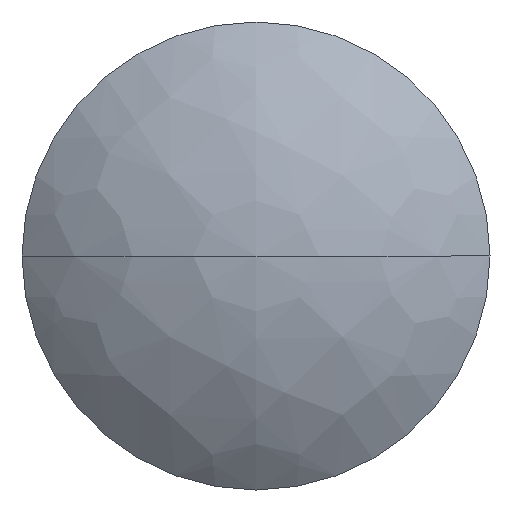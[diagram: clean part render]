
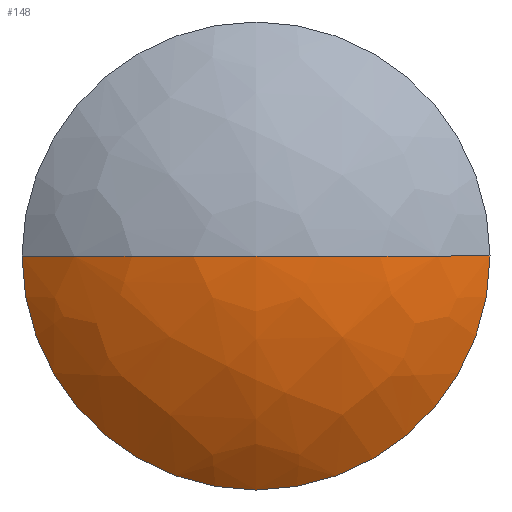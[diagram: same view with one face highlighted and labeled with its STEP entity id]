
A CAD part, left-side view. The second image highlights one B-rep face of the part: STEP entity #148.
In plain terms, the highlighted free-form (B-spline) face has degree [3, 3] with [4, 4] control points.
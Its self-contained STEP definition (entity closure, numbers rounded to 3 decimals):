
#3 = CARTESIAN_POINT ( 'NONE',  ( -6.592, 5.929, -11.722 ) ) ;
#77 = CARTESIAN_POINT ( 'NONE',  ( -8.597, 5.929, -6.032 ) ) ;
#85 = CARTESIAN_POINT ( 'NONE',  ( -8.597, 5.929, 0. ) ) ;
#93 = CARTESIAN_POINT ( 'NONE',  ( -2.811, -5.929, -16.422 ) ) ;
#106 = CARTESIAN_POINT ( 'NONE',  ( -6.592, -5.929, -11.722 ) ) ;
#115 = CARTESIAN_POINT ( 'NONE',  ( -8.597, -5.929, -6.032 ) ) ;
#116 = CARTESIAN_POINT ( 'NONE',  ( -1.263, -15., 0. ) ) ;
#131 = CARTESIAN_POINT ( 'NONE',  ( -8.597, -5.929, 0. ) ) ;
#144 = CARTESIAN_POINT ( 'NONE',  ( 2.998, -15.152, -11.748 ) ) ;
#148 = ADVANCED_FACE ( 'NONE', ( #2207 ), #371, .T. ) ;
#154 = CARTESIAN_POINT ( 'NONE',  ( 0.293, -15.152, -8.386 ) ) ;
#168 = CARTESIAN_POINT ( 'NONE',  ( -1.141, -15.152, -4.316 ) ) ;
#260 = VERTEX_POINT ( 'NONE', #1387 ) ;
#339 = CARTESIAN_POINT ( 'NONE',  ( 0.293, 15.152, -8.386 ) ) ;
#371 =( BOUNDED_SURFACE ( )  B_SPLINE_SURFACE ( 3, 3, ( 
 ( #756, #168, #154, #144 ),
 ( #131, #115, #106, #93 ),
 ( #85, #77, #3, #1991 ),
 ( #1238, #2438, #339, #1831 ) ),
 .UNSPECIFIED., .F., .F., .F. ) 
 B_SPLINE_SURFACE_WITH_KNOTS ( ( 4, 4 ),
 ( 4, 4 ),
 ( 0., 1. ),
 ( 0., 1. ),
 .UNSPECIFIED. ) 
 GEOMETRIC_REPRESENTATION_ITEM ( )  RATIONAL_B_SPLINE_SURFACE ( (
 ( 1., 0.962, 0.962, 1.),
 ( 0.852, 0.819, 0.819, 0.852),
 ( 0.852, 0.819, 0.819, 0.852),
 ( 1., 0.962, 0.962, 1.) ) ) 
 REPRESENTATION_ITEM ( '' )  SURFACE ( )  );
#756 = CARTESIAN_POINT ( 'NONE',  ( -1.141, -15.152, 0. ) ) ;
#764 = EDGE_CURVE ( 'NONE', #2504, #260, #1824, .T. ) ;
#814 = EDGE_CURVE ( 'NONE', #2504, #260, #2091, .T. ) ;
#1238 = CARTESIAN_POINT ( 'NONE',  ( -1.141, 15.152, 0. ) ) ;
#1387 = CARTESIAN_POINT ( 'NONE',  ( -1.263, 15., 0. ) ) ;
#1475 = ORIENTED_EDGE ( 'NONE', *, *, #814, .F. ) ;
#1570 = AXIS2_PLACEMENT_3D ( 'NONE', #2070, #2058, #2040 ) ;
#1781 = DIRECTION ( 'NONE',  ( 0., 1., 0. ) ) ;
#1794 = DIRECTION ( 'NONE',  ( 1., 0., 0. ) ) ;
#1811 = CARTESIAN_POINT ( 'NONE',  ( -1.263, 0., 0. ) ) ;
#1824 = CIRCLE ( 'NONE', #1570, 24.1 ) ;
#1831 = CARTESIAN_POINT ( 'NONE',  ( 2.998, 15.152, -11.748 ) ) ;
#1991 = CARTESIAN_POINT ( 'NONE',  ( -2.811, 5.929, -16.422 ) ) ;
#2001 = ORIENTED_EDGE ( 'NONE', *, *, #764, .T. ) ;
#2040 = DIRECTION ( 'NONE',  ( 0., -1., 0. ) ) ;
#2058 = DIRECTION ( 'NONE',  ( 0., 0., -1. ) ) ;
#2070 = CARTESIAN_POINT ( 'NONE',  ( 17.6, 0., 0. ) ) ;
#2091 = CIRCLE ( 'NONE', #2511, 15. ) ;
#2207 = FACE_OUTER_BOUND ( 'NONE', #2678, .T. ) ;
#2438 = CARTESIAN_POINT ( 'NONE',  ( -1.141, 15.152, -4.316 ) ) ;
#2504 = VERTEX_POINT ( 'NONE', #116 ) ;
#2511 = AXIS2_PLACEMENT_3D ( 'NONE', #1811, #1794, #1781 ) ;
#2678 = EDGE_LOOP ( 'NONE', ( #1475, #2001 ) ) ;
